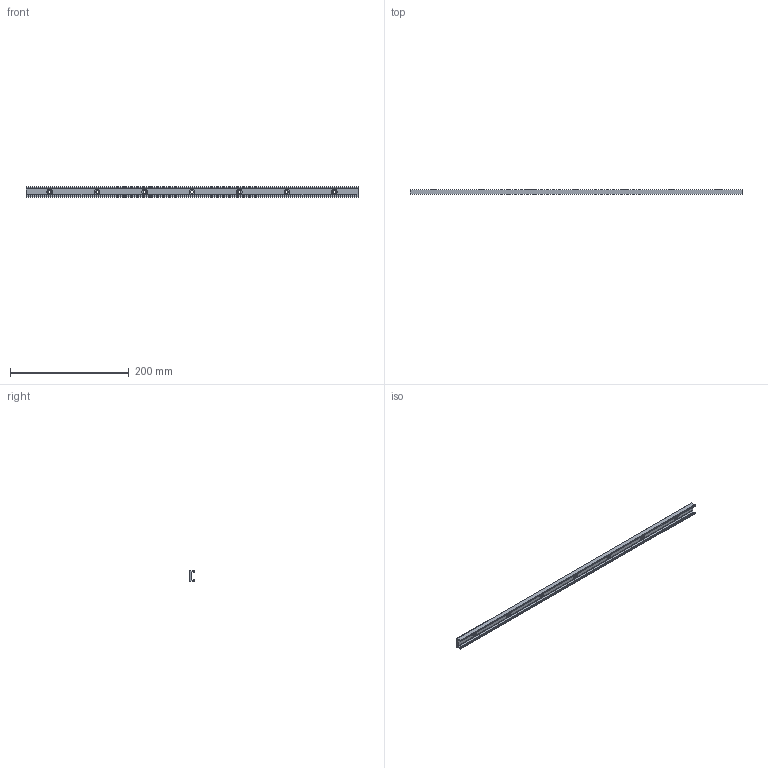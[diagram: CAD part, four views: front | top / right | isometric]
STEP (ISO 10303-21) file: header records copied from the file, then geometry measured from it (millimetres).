
FILE_DESCRIPTION((''),'2;1');
FILE_NAME('LCX 18-0560.C.stp','2016-04-28T07:37:41',('MRathmann'),(''),'Autodesk Inventor 2012','Autodesk Inventor 2012','');
FILE_SCHEMA(('CONFIG_CONTROL_DESIGN'));
Length unit declared in the file: millimetre
Products named in the file (1): LCX 18-0560.C
Bounding box: 560 x 8.25 x 18 mm (x, y, z)
Volume: 40707.2 mm3; surface area: 35502 mm2
Topology: 1 solids, 1 shells, 45 faces, 129 edges, 86 vertices
Faces by surface type: cylinder 25, plane 20
Full cylindrical faces by diameter (mm): 5 x7, 9.5 x7
Entity records: 1351 total; most frequent: DIRECTION 243, CARTESIAN_POINT 219, ORIENTED_EDGE 202, EDGE_CURVE 101, AXIS2_PLACEMENT_3D 96, EDGE_LOOP 73, VERTEX_POINT 72, VECTOR 51
